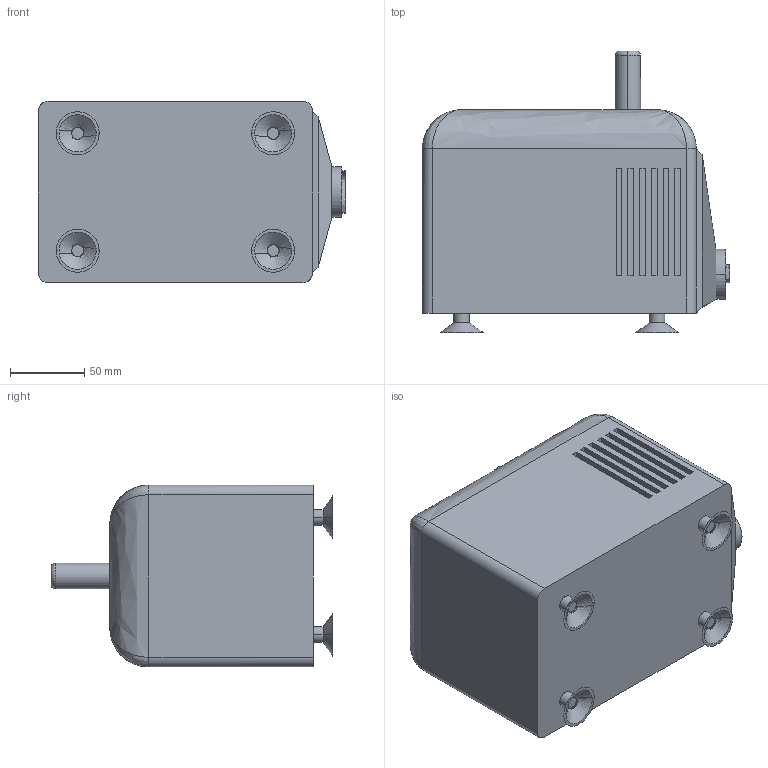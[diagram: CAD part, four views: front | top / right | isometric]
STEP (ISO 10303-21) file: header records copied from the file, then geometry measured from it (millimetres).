
FILE_DESCRIPTION(('FreeCAD Model'),'2;1');
FILE_NAME('Open CASCADE Shape Model','2025-05-05T17:05:32',('FreeCAD'),( 'FreeCAD'),'Open CASCADE STEP processor 7.6','FreeCAD','Unknown');
FILE_SCHEMA(('AUTOMOTIVE_DESIGN { 1 0 10303 214 1 1 1 1 }'));
Length unit declared in the file: millimetre
Products named in the file (1): Open CASCADE STEP translator 7.6 1
Bounding box: 207.28 x 190.12 x 122.79 mm (x, y, z)
Volume: 3029109.1 mm3; surface area: 187823.1 mm2
Topology: 5 solids, 5 shells, 165 faces, 363 edges, 226 vertices
Faces by surface type: bspline 165
Entity records: 4959 total; most frequent: CARTESIAN_POINT 2721, ORIENTED_EDGE 718, EDGE_CURVE 359, B_SPLINE_CURVE_WITH_KNOTS 255, VERTEX_POINT 226, FACE_BOUND 195, EDGE_LOOP 195, ADVANCED_FACE 165
